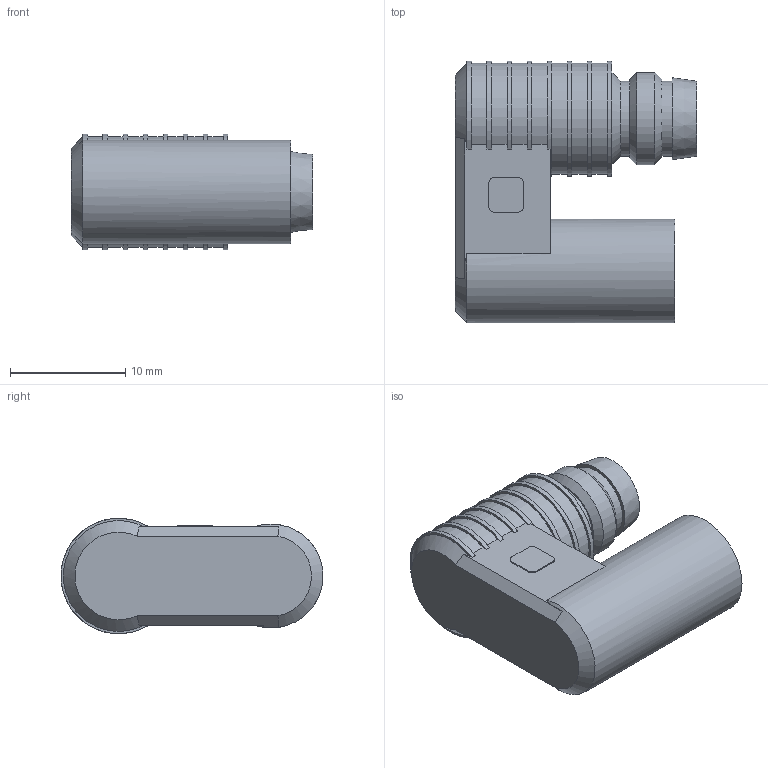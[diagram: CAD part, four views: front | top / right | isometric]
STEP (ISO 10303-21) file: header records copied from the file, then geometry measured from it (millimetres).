
FILE_DESCRIPTION(/* description */ ('STEP AP214'),/* implementation_level */ '2;1');
FILE_NAME(/* name */ '151526_SMEO-4U-S-LED-24_B',/* time_stamp */ '2024-09-10T16:34:37+02:00',/* author */ ('License CC BY-ND 4.0'),/* organization */ ('CADENAS'),/* preprocessor_version */ 'ST-DEVELOPER v19.3',/* originating_system */ 'PARTsolutions',/* authorisation */ ' ');
FILE_SCHEMA (('AUTOMOTIVE_DESIGN {1 0 10303 214 3 1 1}'));
Length unit declared in the file: millimetre
Products named in the file (1): 151526 SMEO-4U-S-LED-24-B
Bounding box: 20.9 x 22.7 x 10 mm (x, y, z)
Volume: 2736.7 mm3; surface area: 1648.2 mm2
Topology: 1 solids, 1 shells, 77 faces, 171 edges, 111 vertices
Faces by surface type: plane 38, cylinder 27, cone 9, torus 3
Full cylindrical faces by diameter (mm): 1 x3, 5.8 x1, 6.5 x2, 8 x1, 9 x1, 9.6 x3, 10 x4
Entity records: 2558 total; most frequent: DIRECTION 360, CARTESIAN_POINT 357, ORIENTED_EDGE 286, AXIS2_PLACEMENT_3D 149, EDGE_CURVE 143, EDGE_LOOP 115, FACE_BOUND 115, VERTEX_POINT 106
